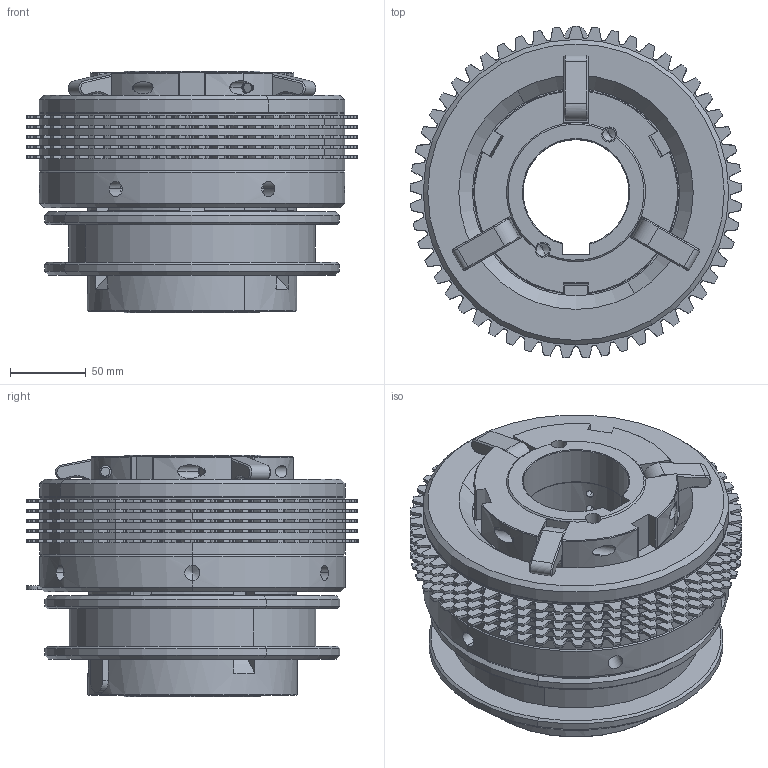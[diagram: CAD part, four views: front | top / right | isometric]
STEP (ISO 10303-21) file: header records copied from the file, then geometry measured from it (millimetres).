
FILE_DESCRIPTION (( 'STEP AP203' ), '1' );
FILE_NAME ('Assem5.STEP', '2017-10-20T02:10:11', ( ' ' ), ( '' ), 'SwSTEP 2.0', 'SolidWorks 2009', '' );
FILE_SCHEMA (( 'CONFIG_CONTROL_DESIGN' ));
Length unit declared in the file: millimetre
Products named in the file (1): Assem5
Bounding box: 219.19 x 219.52 x 160 mm (x, y, z)
Volume: 3180544.1 mm3; surface area: 428627.8 mm2
Topology: 1 solids, 11 shells, 3711 faces, 10754 edges, 7050 vertices
Faces by surface type: cylinder 1832, plane 1135, bspline 530, cone 208, torus 6
Entity records: 176659 total; most frequent: CARTESIAN_POINT 78971, ORIENTED_EDGE 21468, DIRECTION 19881, EDGE_CURVE 10734, AXIS2_PLACEMENT_3D 7199, VERTEX_POINT 7050, VECTOR 5483, LINE 5483
